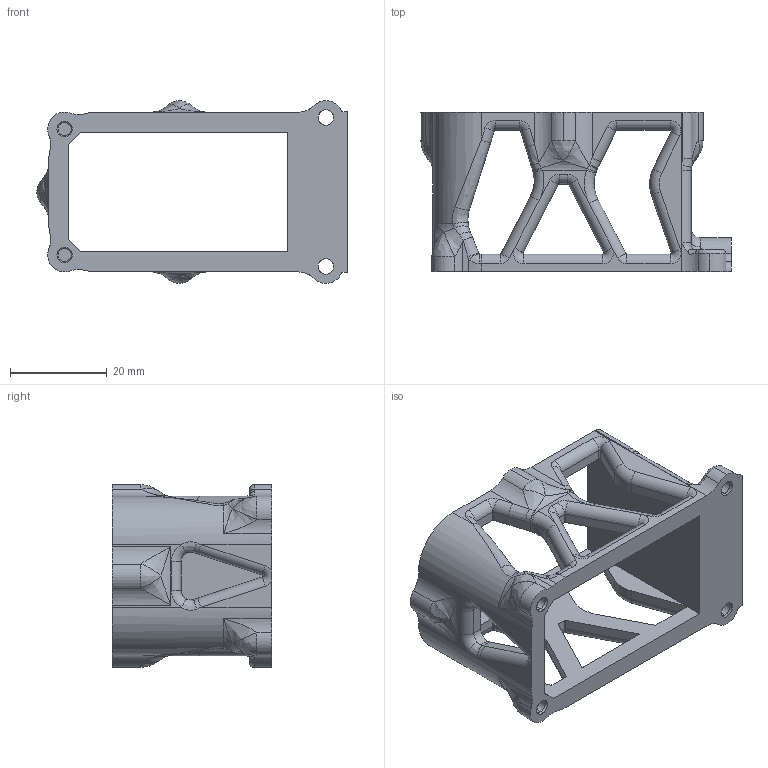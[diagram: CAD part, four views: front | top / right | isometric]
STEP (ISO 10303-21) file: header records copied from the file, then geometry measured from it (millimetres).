
FILE_DESCRIPTION (( 'STEP AP214' ), '1' );
FILE_NAME ('SAM_case4-5_p3.STEP', '2025-01-01T01:50:21', ( '' ), ( '' ), 'SwSTEP 2.0', 'SolidWorks 2023', '' );
FILE_SCHEMA (( 'AUTOMOTIVE_DESIGN' ));
Length unit declared in the file: millimetre
Products named in the file (1): SAM_case4-5_p3
Bounding box: 64.19 x 32.9 x 37.79 mm (x, y, z)
Volume: 15051.2 mm3; surface area: 11142.3 mm2
Topology: 1 solids, 1 shells, 379 faces, 948 edges, 555 vertices
Faces by surface type: cylinder 167, bspline 79, plane 70, torus 43, cone 20
Entity records: 13616 total; most frequent: CARTESIAN_POINT 5026, ORIENTED_EDGE 1866, DIRECTION 1768, EDGE_CURVE 933, AXIS2_PLACEMENT_3D 707, VERTEX_POINT 555, CIRCLE 406, EDGE_LOOP 398
